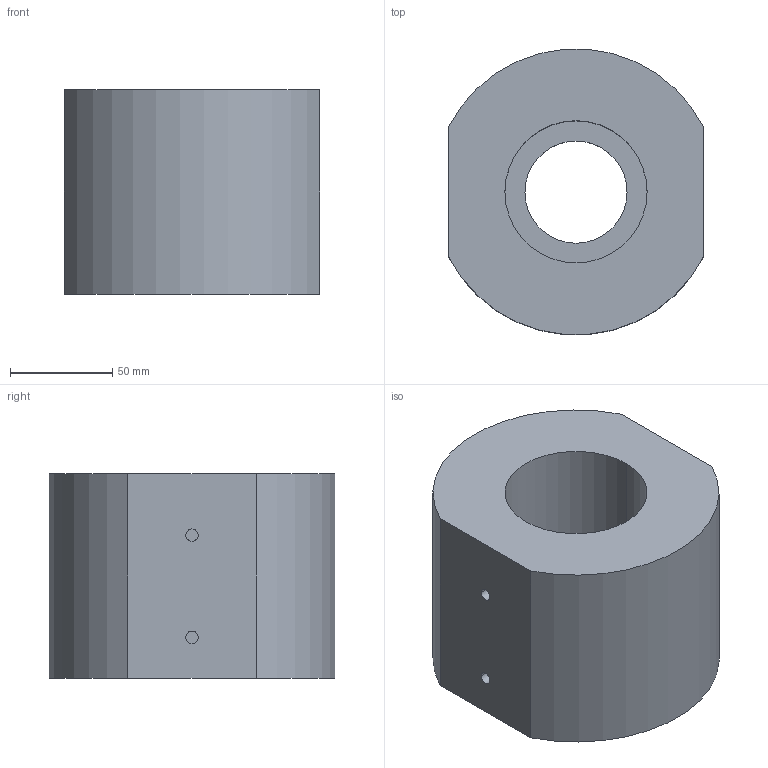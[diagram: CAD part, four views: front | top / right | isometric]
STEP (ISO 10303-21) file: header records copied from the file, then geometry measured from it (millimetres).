
FILE_DESCRIPTION(('CATIA V5 STEP Exchange'),'2;1');
FILE_NAME('PipeFixBot.stp','2022-09-22T17:28:20+00:00',('none'),('none'),'CATIA Version 5-6 Release 2017 SP2','CATIA V5 STEP AP203','none');
FILE_SCHEMA(('CONFIG_CONTROL_DESIGN'));
Length unit declared in the file: millimetre
Products named in the file (1): Bottom_Fixation_FlowStraightener
Bounding box: 125.2 x 139.49 x 100 mm (x, y, z)
Volume: 1132148.2 mm3; surface area: 90518.8 mm2
Topology: 1 solids, 1 shells, 23 faces, 48 edges, 32 vertices
Faces by surface type: cylinder 14, plane 9
Entity records: 607 total; most frequent: CARTESIAN_POINT 96, ORIENTED_EDGE 96, DIRECTION 78, EDGE_CURVE 48, AXIS2_PLACEMENT_3D 44, VERTEX_POINT 32, EDGE_LOOP 30, CIRCLE 28
